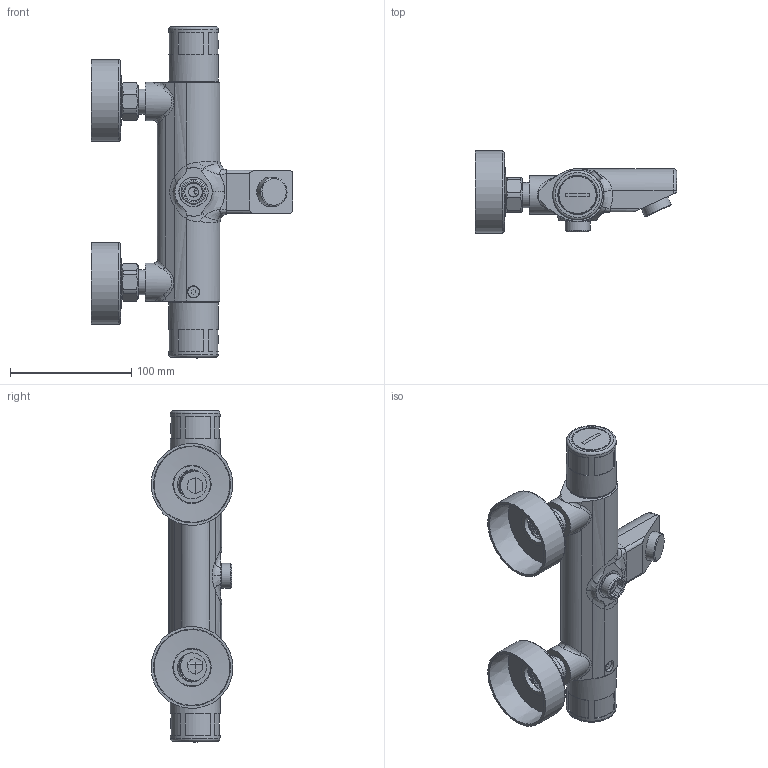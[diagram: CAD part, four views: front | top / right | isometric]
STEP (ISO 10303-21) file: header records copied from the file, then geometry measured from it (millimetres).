
FILE_DESCRIPTION (( 'STEP AP203' ), '1' );
FILE_NAME ('96CP02243.STEP', '2021-03-24T11:57:14', ( '' ), ( '' ), 'SwSTEP 2.0', 'SolidWorks 2018', '' );
FILE_SCHEMA (( 'CONFIG_CONTROL_DESIGN' ));
Length unit declared in the file: millimetre
Products named in the file (1): 96CP02243
Bounding box: 166.14 x 67.44 x 273.88 mm (x, y, z)
Volume: 229415.1 mm3; surface area: 167578.1 mm2
Topology: 19 solids, 19 shells, 848 faces, 2099 edges, 1359 vertices
Faces by surface type: plane 348, cylinder 282, bspline 116, cone 77, torus 19, sphere 6
Full cylindrical faces by diameter (mm): 3 x8, 4.5 x1, 4.8 x2, 5.8 x9, 6 x1, 8 x1, 9.8 x1, 10 x1, 12 x1, 12.8 x1, 14.1 x1, 14.5 x2, 15 x5, 16 x1, 16.2 x2, 17.6 x1, 18 x2, 18.2 x2, 18.5 x2, 18.9 x1, 19.6 x1, 19.7 x1, 20 x3, 20.5 x2, 20.6 x1, 20.8 x2, 21 x3, 21.3 x1, 22 x1, 22.5 x3
Entity records: 42843 total; most frequent: CARTESIAN_POINT 25452, ORIENTED_EDGE 3612, DIRECTION 3147, EDGE_CURVE 1806, VERTEX_POINT 1268, AXIS2_PLACEMENT_3D 1244, EDGE_LOOP 1138, FACE_OUTER_BOUND 952
